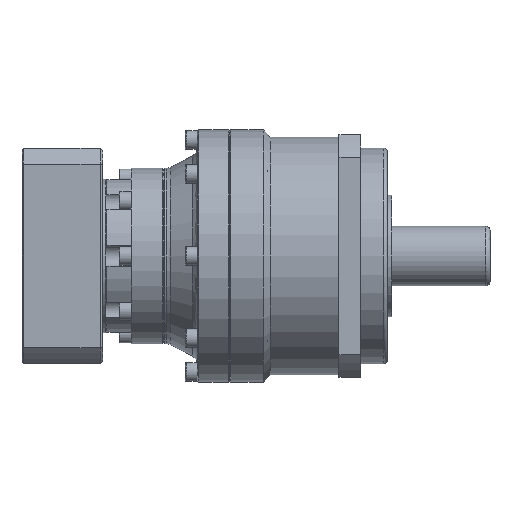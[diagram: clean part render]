
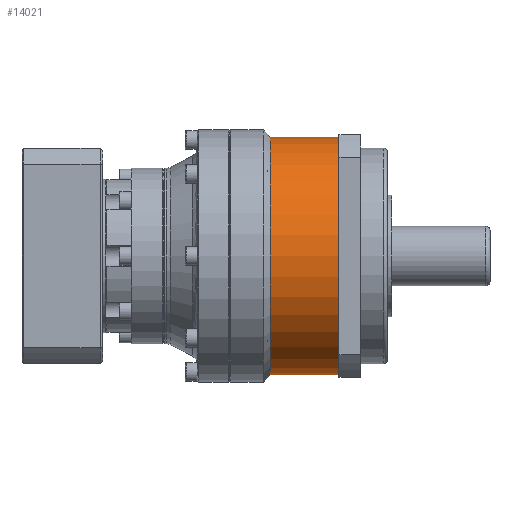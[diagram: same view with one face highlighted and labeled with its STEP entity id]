
A CAD part, front view. The second image highlights one B-rep face of the part: STEP entity #14021.
In plain terms, the highlighted cylindrical face has radius 44 mm (diameter 88 mm), a partial arc.
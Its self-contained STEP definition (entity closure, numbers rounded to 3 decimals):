
#49 = VECTOR ( 'NONE', #12726, 1000. ) ;
#125 = VERTEX_POINT ( 'NONE', #7219 ) ;
#1305 = ORIENTED_EDGE ( 'NONE', *, *, #11739, .F. ) ;
#1864 = VERTEX_POINT ( 'NONE', #11806 ) ;
#3226 = DIRECTION ( 'NONE',  ( 0., 0., 1. ) ) ;
#5898 = EDGE_LOOP ( 'NONE', ( #1305, #23689, #26455, #23317 ) ) ;
#6904 = VERTEX_POINT ( 'NONE', #16934 ) ;
#7219 = CARTESIAN_POINT ( 'NONE',  ( -56., 0., 44. ) ) ;
#7875 = CARTESIAN_POINT ( 'NONE',  ( -81.5, 0., 0. ) ) ;
#8374 = CARTESIAN_POINT ( 'NONE',  ( -68.75, 0., 44. ) ) ;
#10038 = DIRECTION ( 'NONE',  ( 0., 0., 1. ) ) ;
#10266 = EDGE_CURVE ( 'NONE', #23090, #1864, #16379, .T. ) ;
#11561 = DIRECTION ( 'NONE',  ( -1., 0., 0. ) ) ;
#11739 = EDGE_CURVE ( 'NONE', #6904, #1864, #17279, .T. ) ;
#11806 = CARTESIAN_POINT ( 'NONE',  ( -81.5, 0., -44. ) ) ;
#12726 = DIRECTION ( 'NONE',  ( -1., 0., 0. ) ) ;
#13058 = AXIS2_PLACEMENT_3D ( 'NONE', #24375, #11561, #26476 ) ;
#13528 = AXIS2_PLACEMENT_3D ( 'NONE', #20333, #22475, #3226 ) ;
#14021 = ADVANCED_FACE ( 'NONE', ( #27542 ), #27852, .T. ) ;
#15836 = VECTOR ( 'NONE', #16954, 1000. ) ;
#16379 = CIRCLE ( 'NONE', #20990, 44. ) ;
#16440 = CARTESIAN_POINT ( 'NONE',  ( -81.5, 0., 44. ) ) ;
#16877 = CARTESIAN_POINT ( 'NONE',  ( -68.75, 0., -44. ) ) ;
#16934 = CARTESIAN_POINT ( 'NONE',  ( -56., 0., -44. ) ) ;
#16954 = DIRECTION ( 'NONE',  ( -1., 0., 0. ) ) ;
#17279 = LINE ( 'NONE', #16877, #49 ) ;
#20333 = CARTESIAN_POINT ( 'NONE',  ( -68.75, 0., 0. ) ) ;
#20990 = AXIS2_PLACEMENT_3D ( 'NONE', #7875, #22787, #10038 ) ;
#22475 = DIRECTION ( 'NONE',  ( -1., 0., 0. ) ) ;
#22787 = DIRECTION ( 'NONE',  ( 1., 0., 0. ) ) ;
#23090 = VERTEX_POINT ( 'NONE', #16440 ) ;
#23317 = ORIENTED_EDGE ( 'NONE', *, *, #10266, .T. ) ;
#23689 = ORIENTED_EDGE ( 'NONE', *, *, #24589, .T. ) ;
#23702 = EDGE_CURVE ( 'NONE', #125, #23090, #27215, .T. ) ;
#24375 = CARTESIAN_POINT ( 'NONE',  ( -56., 0., 0. ) ) ;
#24589 = EDGE_CURVE ( 'NONE', #6904, #125, #27436, .T. ) ;
#26455 = ORIENTED_EDGE ( 'NONE', *, *, #23702, .T. ) ;
#26476 = DIRECTION ( 'NONE',  ( 0., 0., 1. ) ) ;
#27215 = LINE ( 'NONE', #8374, #15836 ) ;
#27436 = CIRCLE ( 'NONE', #13058, 44. ) ;
#27542 = FACE_OUTER_BOUND ( 'NONE', #5898, .T. ) ;
#27852 = CYLINDRICAL_SURFACE ( 'NONE', #13528, 44. ) ;
